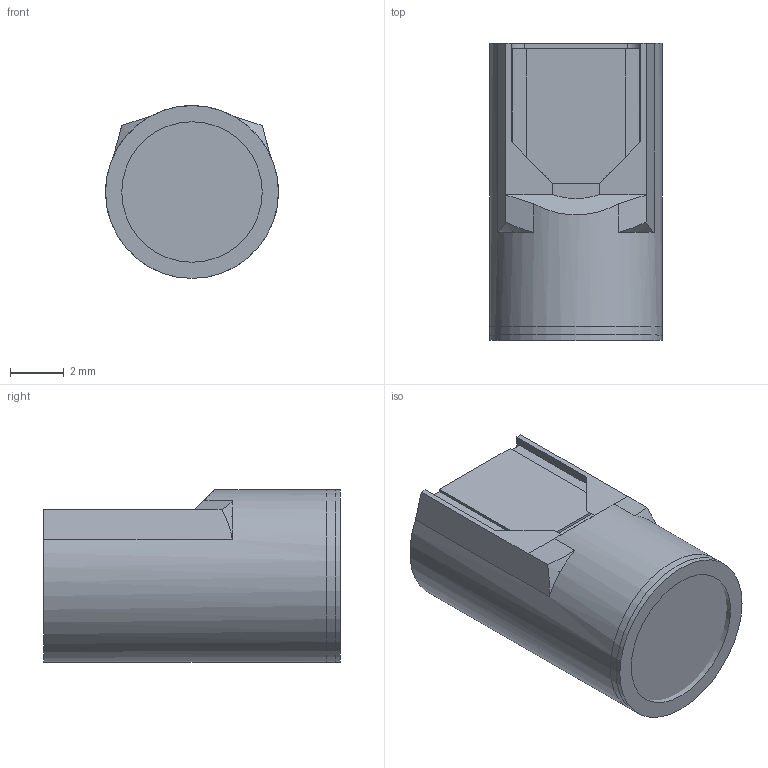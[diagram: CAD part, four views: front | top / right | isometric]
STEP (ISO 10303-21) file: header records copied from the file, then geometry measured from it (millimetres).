
FILE_DESCRIPTION(/* description */ ('STEP AP242','CAx-IF Rec.Pracs.---Representation and Presentation of Product Manufacturing Information (PMI)---4.0---2014-10-13','CAx-IF Rec.Pracs.---3D Tessellated Geometry---0.4---2014-09-14','2;1'),/* implementation_level */ '2;1');
FILE_NAME(/* name */ '67d358c4918a0c0af2674621',/* time_stamp */ '2025-03-13T22:14:29Z',/* author */ (''),/* organization */ (''),/* preprocessor_version */ 'ST-DEVELOPER v20',/* originating_system */ 'ONSHAPE BY PTC INC, 1.195',/* authorisation */ ' ');
FILE_SCHEMA (('AP242_MANAGED_MODEL_BASED_3D_ENGINEERING_MIM_LF { 1 0 10303 442 1 1 4 }'));
Length unit declared in the file: metre
Products named in the file (3): motor; motor case cover; motor case
Bounding box: 6.4 x 11 x 6.4 mm (x, y, z)
Volume: 299.7 mm3; surface area: 678.1 mm2
Topology: 3 solids, 3 shells, 53 faces, 132 edges, 86 vertices
Faces by surface type: plane 39, cylinder 7, cone 7
Full cylindrical faces by diameter (mm): 4.2 x1, 5.04 x1, 5.2 x1, 6.4 x2
Entity records: 1606 total; most frequent: CARTESIAN_POINT 304, DIRECTION 254, ORIENTED_EDGE 246, EDGE_CURVE 123, AXIS2_PLACEMENT_3D 89, VERTEX_POINT 83, LINE 76, VECTOR 76
